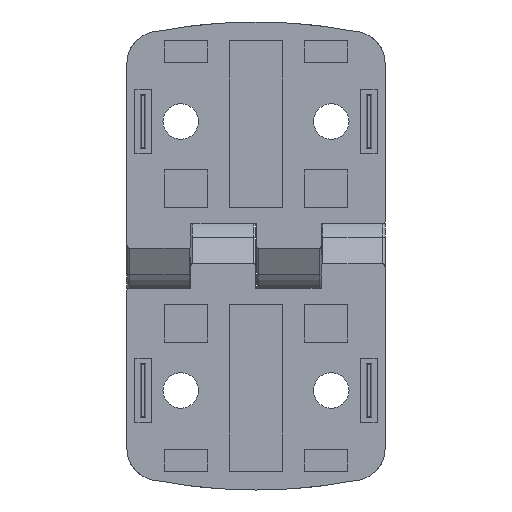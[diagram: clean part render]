
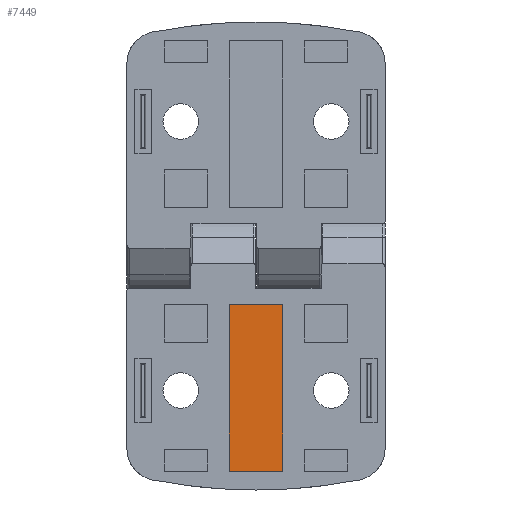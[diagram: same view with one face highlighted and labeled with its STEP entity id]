
A CAD part, front view. The second image highlights one B-rep face of the part: STEP entity #7449.
In plain terms, the highlighted planar face has unit normal (0, -1, 0).
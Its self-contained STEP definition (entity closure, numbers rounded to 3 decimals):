
#355 = EDGE_LOOP ( 'NONE', ( #2601, #8038, #2924, #5721 ) ) ;
#455 = LINE ( 'NONE', #5172, #8602 ) ;
#504 = CARTESIAN_POINT ( 'NONE',  ( 5., 1., -40. ) ) ;
#552 = CARTESIAN_POINT ( 'NONE',  ( -5., 1., -40. ) ) ;
#760 = DIRECTION ( 'NONE',  ( 0., 0., 1. ) ) ;
#1053 = DIRECTION ( 'NONE',  ( 0., -1., 0. ) ) ;
#1367 = CARTESIAN_POINT ( 'NONE',  ( -5., 1., -9. ) ) ;
#1744 = CARTESIAN_POINT ( 'NONE',  ( 5., 1., -40. ) ) ;
#2117 = VERTEX_POINT ( 'NONE', #504 ) ;
#2407 = EDGE_CURVE ( 'NONE', #2117, #3112, #7804, .T. ) ;
#2601 = ORIENTED_EDGE ( 'NONE', *, *, #7916, .T. ) ;
#2924 = ORIENTED_EDGE ( 'NONE', *, *, #5303, .T. ) ;
#3112 = VERTEX_POINT ( 'NONE', #5795 ) ;
#3243 = FACE_OUTER_BOUND ( 'NONE', #355, .T. ) ;
#3519 = VERTEX_POINT ( 'NONE', #7904 ) ;
#3757 = LINE ( 'NONE', #6079, #5858 ) ;
#4549 = AXIS2_PLACEMENT_3D ( 'NONE', #7985, #1053, #6387 ) ;
#5172 = CARTESIAN_POINT ( 'NONE',  ( -5., 1., -40. ) ) ;
#5303 = EDGE_CURVE ( 'NONE', #3112, #3519, #9854, .T. ) ;
#5721 = ORIENTED_EDGE ( 'NONE', *, *, #7973, .T. ) ;
#5795 = CARTESIAN_POINT ( 'NONE',  ( 5., 1., -9. ) ) ;
#5858 = VECTOR ( 'NONE', #8555, 1000. ) ;
#5887 = DIRECTION ( 'NONE',  ( 1., 0., 0. ) ) ;
#6079 = CARTESIAN_POINT ( 'NONE',  ( -5., 1., -40. ) ) ;
#6331 = PLANE ( 'NONE',  #4549 ) ;
#6387 = DIRECTION ( 'NONE',  ( 0., 0., -1. ) ) ;
#6841 = DIRECTION ( 'NONE',  ( -1., 0., 0. ) ) ;
#7150 = VERTEX_POINT ( 'NONE', #552 ) ;
#7449 = ADVANCED_FACE ( 'NONE', ( #3243 ), #6331, .T. ) ;
#7804 = LINE ( 'NONE', #1744, #9930 ) ;
#7904 = CARTESIAN_POINT ( 'NONE',  ( -5., 1., -9. ) ) ;
#7916 = EDGE_CURVE ( 'NONE', #7150, #2117, #455, .T. ) ;
#7973 = EDGE_CURVE ( 'NONE', #3519, #7150, #3757, .T. ) ;
#7985 = CARTESIAN_POINT ( 'NONE',  ( -5., 1., -40. ) ) ;
#8038 = ORIENTED_EDGE ( 'NONE', *, *, #2407, .T. ) ;
#8555 = DIRECTION ( 'NONE',  ( 0., 0., -1. ) ) ;
#8602 = VECTOR ( 'NONE', #5887, 1000. ) ;
#9848 = VECTOR ( 'NONE', #6841, 1000. ) ;
#9854 = LINE ( 'NONE', #1367, #9848 ) ;
#9930 = VECTOR ( 'NONE', #760, 1000. ) ;
